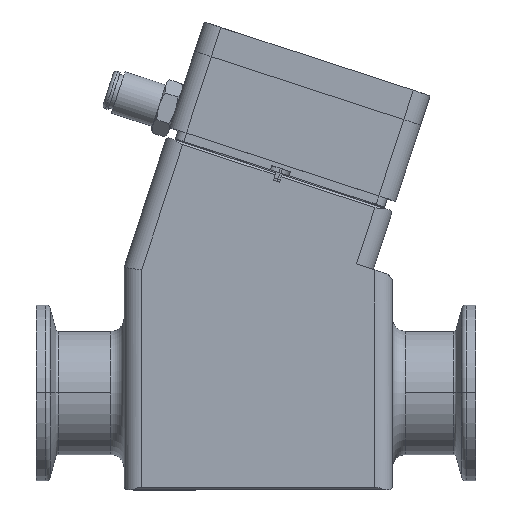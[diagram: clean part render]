
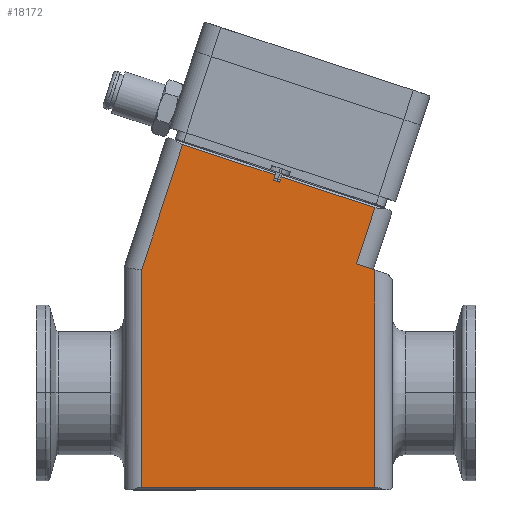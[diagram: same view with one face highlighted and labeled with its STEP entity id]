
A CAD part, top view. The second image highlights one B-rep face of the part: STEP entity #18172.
In plain terms, the highlighted planar face has unit normal (0, 0, 1).
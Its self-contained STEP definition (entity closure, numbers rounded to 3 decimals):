
#203 = DIRECTION ( 'NONE',  ( -0.311, -0.951, 0. ) ) ;
#339 = CARTESIAN_POINT ( 'NONE',  ( 3.945, 48.352, 27. ) ) ;
#442 = CARTESIAN_POINT ( 'NONE',  ( 27., -21.5, 27. ) ) ;
#520 = PLANE ( 'NONE',  #9064 ) ;
#894 = DIRECTION ( 'NONE',  ( 0., 0., -1. ) ) ;
#952 = CARTESIAN_POINT ( 'NONE',  ( 12., -3.921, 27. ) ) ;
#1051 = LINE ( 'NONE', #15028, #13779 ) ;
#1130 = CARTESIAN_POINT ( 'NONE',  ( 5.371, 47.886, 27. ) ) ;
#1428 = DIRECTION ( 'NONE',  ( 0., -1., 0. ) ) ;
#1639 = VECTOR ( 'NONE', #22088, 1000. ) ;
#1824 = VECTOR ( 'NONE', #18784, 1000. ) ;
#2671 = EDGE_CURVE ( 'NONE', #4262, #10300, #1051, .T. ) ;
#2684 = ORIENTED_EDGE ( 'NONE', *, *, #5194, .T. ) ;
#2862 = LINE ( 'NONE', #10760, #1824 ) ;
#3203 = DIRECTION ( 'NONE',  ( 0., 1., 0. ) ) ;
#3217 = ORIENTED_EDGE ( 'NONE', *, *, #23715, .F. ) ;
#3271 = EDGE_CURVE ( 'NONE', #22918, #4262, #14736, .T. ) ;
#3308 = VERTEX_POINT ( 'NONE', #20910 ) ;
#4262 = VERTEX_POINT ( 'NONE', #10050 ) ;
#4326 = ORIENTED_EDGE ( 'NONE', *, *, #8879, .T. ) ;
#4555 = VERTEX_POINT ( 'NONE', #13564 ) ;
#5140 = VERTEX_POINT ( 'NONE', #442 ) ;
#5194 = EDGE_CURVE ( 'NONE', #9635, #10901, #14926, .T. ) ;
#5669 = EDGE_CURVE ( 'NONE', #7404, #23275, #25531, .T. ) ;
#6300 = LINE ( 'NONE', #14224, #1639 ) ;
#7217 = DIRECTION ( 'NONE',  ( -0.311, -0.951, 0. ) ) ;
#7404 = VERTEX_POINT ( 'NONE', #21867 ) ;
#7599 = LINE ( 'NONE', #15614, #16629 ) ;
#7836 = DIRECTION ( 'NONE',  ( -0.951, 0.311, 0. ) ) ;
#8217 = DIRECTION ( 'NONE',  ( 0.951, -0.311, 0. ) ) ;
#8763 = LINE ( 'NONE', #1130, #13276 ) ;
#8879 = EDGE_CURVE ( 'NONE', #10300, #5140, #2862, .T. ) ;
#9064 = AXIS2_PLACEMENT_3D ( 'NONE', #20435, #894, #18618 ) ;
#9106 = ORIENTED_EDGE ( 'NONE', *, *, #2671, .T. ) ;
#9272 = DIRECTION ( 'NONE',  ( 0.311, 0.951, 0. ) ) ;
#9397 = EDGE_CURVE ( 'NONE', #10901, #9530, #7599, .T. ) ;
#9530 = VERTEX_POINT ( 'NONE', #20372 ) ;
#9635 = VERTEX_POINT ( 'NONE', #15084 ) ;
#9896 = CARTESIAN_POINT ( 'NONE',  ( 4.488, 50.015, 27. ) ) ;
#10050 = CARTESIAN_POINT ( 'NONE',  ( -26., 27.889, 27. ) ) ;
#10231 = CARTESIAN_POINT ( 'NONE',  ( -26., -21.5, 27. ) ) ;
#10282 = LINE ( 'NONE', #9896, #11643 ) ;
#10300 = VERTEX_POINT ( 'NONE', #10231 ) ;
#10514 = VECTOR ( 'NONE', #16617, 1000. ) ;
#10760 = CARTESIAN_POINT ( 'NONE',  ( 0., -21.5, 27. ) ) ;
#10901 = VERTEX_POINT ( 'NONE', #10975 ) ;
#10975 = CARTESIAN_POINT ( 'NONE',  ( 27.043, 42.121, 27. ) ) ;
#11604 = EDGE_LOOP ( 'NONE', ( #4326, #16393, #19334, #2684, #25133, #3217, #25446, #25356, #16260, #20755, #9106 ) ) ;
#11643 = VECTOR ( 'NONE', #203, 1000. ) ;
#11757 = VECTOR ( 'NONE', #8217, 1000. ) ;
#12531 = VECTOR ( 'NONE', #3203, 1000. ) ;
#13065 = LINE ( 'NONE', #20934, #12531 ) ;
#13276 = VECTOR ( 'NONE', #9272, 1000. ) ;
#13535 = EDGE_CURVE ( 'NONE', #3308, #7404, #10282, .T. ) ;
#13564 = CARTESIAN_POINT ( 'NONE',  ( 27., 27.932, 27. ) ) ;
#13779 = VECTOR ( 'NONE', #1428, 1000. ) ;
#14108 = EDGE_CURVE ( 'NONE', #9635, #4555, #16587, .T. ) ;
#14224 = CARTESIAN_POINT ( 'NONE',  ( 15.043, 46.041, 27. ) ) ;
#14435 = VECTOR ( 'NONE', #7217, 1000. ) ;
#14736 = LINE ( 'NONE', #22718, #14435 ) ;
#14926 = LINE ( 'NONE', #952, #10514 ) ;
#15028 = CARTESIAN_POINT ( 'NONE',  ( -26., 0., 27. ) ) ;
#15084 = CARTESIAN_POINT ( 'NONE',  ( 22.85, 29.288, 27. ) ) ;
#15168 = CARTESIAN_POINT ( 'NONE',  ( -16.683, 56.407, 27. ) ) ;
#15614 = CARTESIAN_POINT ( 'NONE',  ( 15.043, 46.041, 27. ) ) ;
#15815 = VECTOR ( 'NONE', #22393, 1000. ) ;
#16260 = ORIENTED_EDGE ( 'NONE', *, *, #18439, .T. ) ;
#16393 = ORIENTED_EDGE ( 'NONE', *, *, #22290, .T. ) ;
#16587 = LINE ( 'NONE', #24576, #15815 ) ;
#16617 = DIRECTION ( 'NONE',  ( 0.311, 0.951, 0. ) ) ;
#16629 = VECTOR ( 'NONE', #7836, 1000. ) ;
#18172 = ADVANCED_FACE ( 'NONE', ( #18376 ), #520, .F. ) ;
#18376 = FACE_OUTER_BOUND ( 'NONE', #11604, .T. ) ;
#18439 = EDGE_CURVE ( 'NONE', #3308, #22918, #6300, .T. ) ;
#18618 = DIRECTION ( 'NONE',  ( -1., 0., 0. ) ) ;
#18625 = CARTESIAN_POINT ( 'NONE',  ( 5.371, 47.886, 27. ) ) ;
#18784 = DIRECTION ( 'NONE',  ( 1., 0., 0. ) ) ;
#19334 = ORIENTED_EDGE ( 'NONE', *, *, #14108, .F. ) ;
#20372 = CARTESIAN_POINT ( 'NONE',  ( 5.759, 49.074, 27. ) ) ;
#20435 = CARTESIAN_POINT ( 'NONE',  ( 0., 0., 27. ) ) ;
#20755 = ORIENTED_EDGE ( 'NONE', *, *, #3271, .T. ) ;
#20910 = CARTESIAN_POINT ( 'NONE',  ( 4.333, 49.54, 27. ) ) ;
#20934 = CARTESIAN_POINT ( 'NONE',  ( 27., 0., 27. ) ) ;
#21867 = CARTESIAN_POINT ( 'NONE',  ( 3.945, 48.352, 27. ) ) ;
#22088 = DIRECTION ( 'NONE',  ( -0.951, 0.311, 0. ) ) ;
#22290 = EDGE_CURVE ( 'NONE', #5140, #4555, #13065, .T. ) ;
#22393 = DIRECTION ( 'NONE',  ( 0.951, -0.311, 0. ) ) ;
#22718 = CARTESIAN_POINT ( 'NONE',  ( -31.725, 10.365, 27. ) ) ;
#22918 = VERTEX_POINT ( 'NONE', #15168 ) ;
#23275 = VERTEX_POINT ( 'NONE', #18625 ) ;
#23715 = EDGE_CURVE ( 'NONE', #23275, #9530, #8763, .T. ) ;
#24576 = CARTESIAN_POINT ( 'NONE',  ( 26.652, 28.046, 27. ) ) ;
#25133 = ORIENTED_EDGE ( 'NONE', *, *, #9397, .T. ) ;
#25356 = ORIENTED_EDGE ( 'NONE', *, *, #13535, .F. ) ;
#25446 = ORIENTED_EDGE ( 'NONE', *, *, #5669, .F. ) ;
#25531 = LINE ( 'NONE', #339, #11757 ) ;
